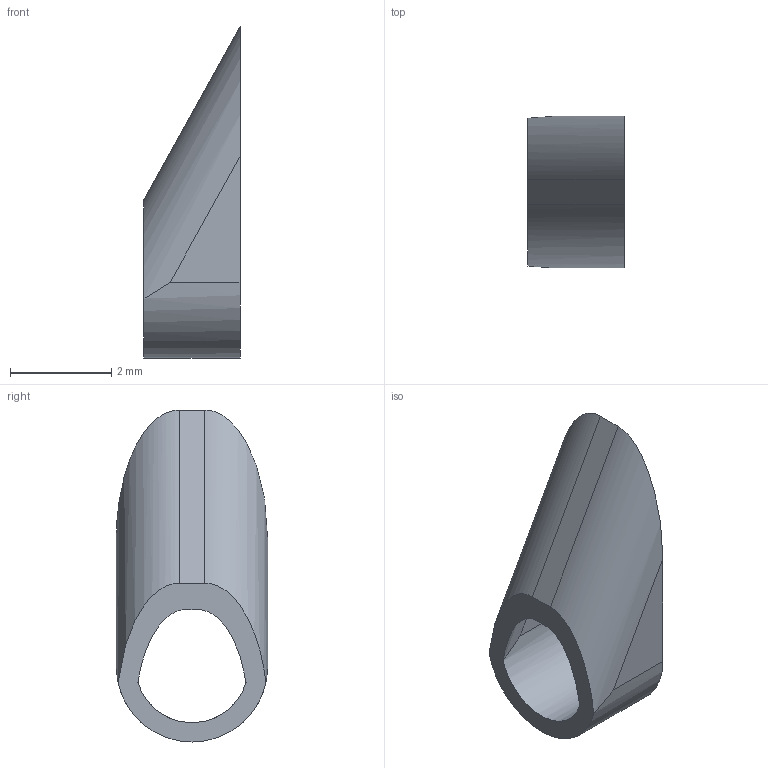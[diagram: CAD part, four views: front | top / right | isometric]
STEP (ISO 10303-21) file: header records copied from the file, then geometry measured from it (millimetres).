
FILE_DESCRIPTION(/* description */ (''),/* implementation_level */ '2;1');
FILE_NAME(/* name */ 'CANNULA V4.stp',/* time_stamp */ '2019-06-14T18:27:31-04:00',/* author */ ('Adrian Negrean2'),/* organization */ (''),/* preprocessor_version */ 'ST-DEVELOPER v17.2',/* originating_system */ 'Autodesk Inventor 2019',/* authorisation */ '');
FILE_SCHEMA (('AUTOMOTIVE_DESIGN { 1 0 10303 214 3 1 1 }'));
Length unit declared in the file: millimetre
Products named in the file (1): CANNULA V4
Bounding box: 1.9 x 3 x 6.57 mm (x, y, z)
Volume: 9.1 mm3; surface area: 61.7 mm2
Topology: 1 solids, 1 shells, 14 faces, 50 edges, 52 vertices
Faces by surface type: plane 8, cylinder 6
Entity records: 564 total; most frequent: CARTESIAN_POINT 117, DIRECTION 78, ORIENTED_EDGE 72, EDGE_CURVE 36, AXIS2_PLACEMENT_3D 29, VERTEX_POINT 24, LINE 20, VECTOR 20
